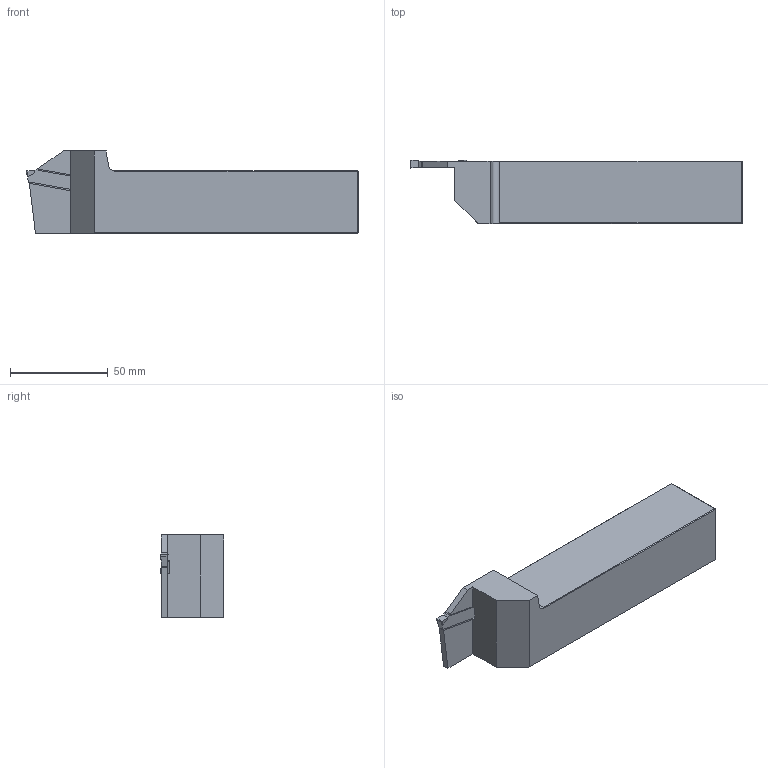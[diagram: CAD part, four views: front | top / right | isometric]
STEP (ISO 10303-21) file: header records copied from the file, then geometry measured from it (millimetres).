
FILE_DESCRIPTION(/* description */ (''),/* implementation_level */ '2;1');
FILE_NAME(/* name */ 'ADKT-H-L-3232-4-T22.stp',/* time_stamp */ '2023-10-26T21:57:00+03:00',/* author */ (''),/* organization */ (''),/* preprocessor_version */ 'ST-DEVELOPER v19.4',/* originating_system */ 'SIEMENS PLM Software NX2306.3001',/* authorisation */ '');
FILE_SCHEMA (('AUTOMOTIVE_DESIGN { 1 0 10303 214 3 1 1 1 }'));
Length unit declared in the file: millimetre
Products named in the file (1): ADKT-H-R-3232-4-T22-light
Bounding box: 169.95 x 32.37 x 42 mm (x, y, z)
Volume: 156016.4 mm3; surface area: 23391.2 mm2
Topology: 2 solids, 2 shells, 57 faces, 143 edges, 90 vertices
Faces by surface type: plane 51, cylinder 6
Entity records: 1861 total; most frequent: CARTESIAN_POINT 291, ORIENTED_EDGE 286, DIRECTION 273, EDGE_CURVE 143, LINE 129, VECTOR 129, VERTEX_POINT 90, AXIS2_PLACEMENT_3D 72
